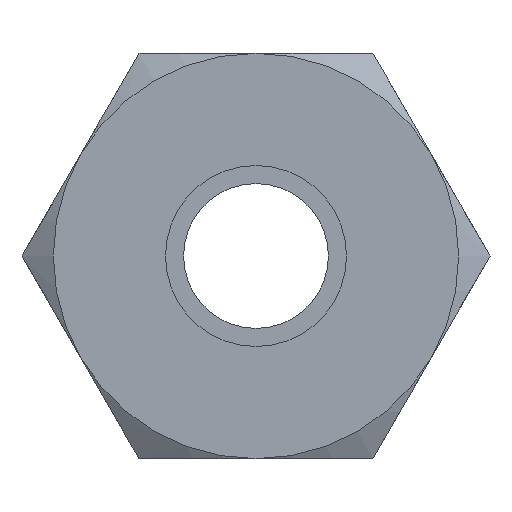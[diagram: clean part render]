
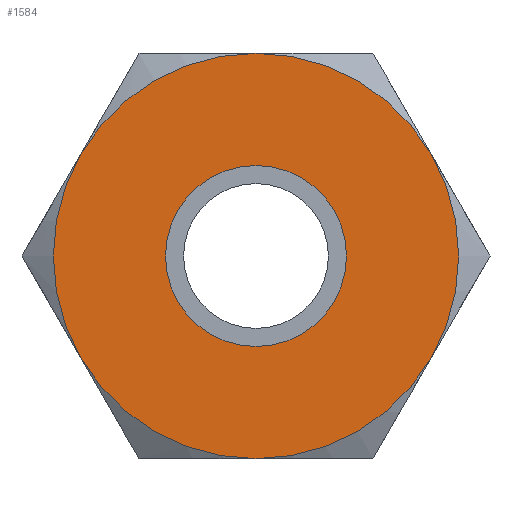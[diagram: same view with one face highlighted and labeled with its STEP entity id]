
A CAD part, front view. The second image highlights one B-rep face of the part: STEP entity #1584.
In plain terms, the highlighted planar face has unit normal (0, -1, 0).
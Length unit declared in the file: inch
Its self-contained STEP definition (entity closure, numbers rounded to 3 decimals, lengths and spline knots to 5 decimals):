
#729=CARTESIAN_POINT('',(0.,0.,0.));
#730=DIRECTION('',(0.,-1.,0.));
#731=DIRECTION('',(-0.866,0.,0.5));
#732=AXIS2_PLACEMENT_3D('',#729,#730,#731);
#737=CARTESIAN_POINT('',(0.,0.,0.));
#738=DIRECTION('',(0.,-1.,0.));
#739=DIRECTION('',(0.,0.,1.));
#740=AXIS2_PLACEMENT_3D('',#737,#738,#739);
#745=CARTESIAN_POINT('',(0.,0.,0.));
#746=DIRECTION('',(0.,-1.,0.));
#747=DIRECTION('',(0.866,0.,0.5));
#748=AXIS2_PLACEMENT_3D('',#745,#746,#747);
#753=CARTESIAN_POINT('',(0.,0.,0.));
#754=DIRECTION('',(0.,-1.,0.));
#755=DIRECTION('',(0.,0.,-1.));
#756=AXIS2_PLACEMENT_3D('',#753,#754,#755);
#761=CARTESIAN_POINT('',(0.,0.,0.));
#762=DIRECTION('',(0.,-1.,0.));
#763=DIRECTION('',(-0.866,0.,-0.5));
#764=AXIS2_PLACEMENT_3D('',#761,#762,#763);
#769=CARTESIAN_POINT('',(0.,0.,0.));
#770=DIRECTION('',(0.,-1.,0.));
#771=DIRECTION('',(0.,0.,1.));
#772=AXIS2_PLACEMENT_3D('',#769,#770,#771);
#777=CARTESIAN_POINT('',(0.,0.,0.));
#778=DIRECTION('',(0.,-1.,0.));
#779=DIRECTION('',(0.,0.,-1.));
#780=AXIS2_PLACEMENT_3D('',#777,#778,#779);
#785=CARTESIAN_POINT('',(0.,0.,0.));
#786=DIRECTION('',(0.,-1.,0.));
#787=DIRECTION('',(0.866,0.,-0.5));
#788=AXIS2_PLACEMENT_3D('',#785,#786,#787);
#1018=CARTESIAN_POINT('',(-0.24249,0.,-0.14));
#1019=CARTESIAN_POINT('',(0.,0.,-0.28));
#1020=VERTEX_POINT('',#1018);
#1021=VERTEX_POINT('',#1019);
#1022=CARTESIAN_POINT('',(0.24249,0.,-0.14));
#1023=VERTEX_POINT('',#1022);
#1024=CARTESIAN_POINT('',(0.24249,0.,0.14));
#1025=CARTESIAN_POINT('',(0.,0.,0.28));
#1026=VERTEX_POINT('',#1024);
#1027=VERTEX_POINT('',#1025);
#1028=CARTESIAN_POINT('',(-0.24249,0.,0.14));
#1029=VERTEX_POINT('',#1028);
#1118=CARTESIAN_POINT('',(0.,0.,0.125));
#1119=CARTESIAN_POINT('',(0.,0.,-0.125));
#1120=VERTEX_POINT('',#1118);
#1121=VERTEX_POINT('',#1119);
#1564=CARTESIAN_POINT('',(0.,0.,0.));
#1565=DIRECTION('',(0.,1.,0.));
#1566=DIRECTION('',(1.,0.,0.));
#1567=AXIS2_PLACEMENT_3D('',#1564,#1565,#1566);
#1568=PLANE('',#1567);
#1569=ORIENTED_EDGE('',*,*,#1557,.F.);
#1570=ORIENTED_EDGE('',*,*,#1545,.F.);
#1571=ORIENTED_EDGE('',*,*,#1533,.F.);
#1573=ORIENTED_EDGE('',*,*,#1572,.F.);
#1574=ORIENTED_EDGE('',*,*,#1509,.F.);
#1575=ORIENTED_EDGE('',*,*,#1521,.F.);
#1576=EDGE_LOOP('',(#1569,#1570,#1571,#1573,#1574,#1575));
#1577=FACE_OUTER_BOUND('',#1576,.F.);
#1579=ORIENTED_EDGE('',*,*,#1578,.T.);
#1581=ORIENTED_EDGE('',*,*,#1580,.T.);
#1582=EDGE_LOOP('',(#1579,#1581));
#1583=FACE_BOUND('',#1582,.F.);
#1584=ADVANCED_FACE('',(#1577,#1583),#1568,.F.);
#733=CIRCLE('',#732,0.28);
#741=CIRCLE('',#740,0.28);
#749=CIRCLE('',#748,0.28);
#757=CIRCLE('',#756,0.28);
#765=CIRCLE('',#764,0.28);
#773=CIRCLE('',#772,0.125);
#781=CIRCLE('',#780,0.125);
#789=CIRCLE('',#788,0.28);
#1509=EDGE_CURVE('',#1021,#1023,#757,.T.);
#1521=EDGE_CURVE('',#1020,#1021,#765,.T.);
#1533=EDGE_CURVE('',#1026,#1027,#749,.T.);
#1545=EDGE_CURVE('',#1027,#1029,#741,.T.);
#1557=EDGE_CURVE('',#1029,#1020,#733,.T.);
#1572=EDGE_CURVE('',#1023,#1026,#789,.T.);
#1578=EDGE_CURVE('',#1120,#1121,#773,.T.);
#1580=EDGE_CURVE('',#1121,#1120,#781,.T.);
